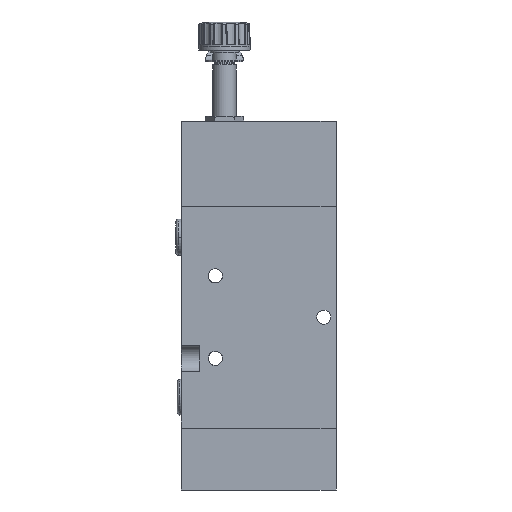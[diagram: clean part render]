
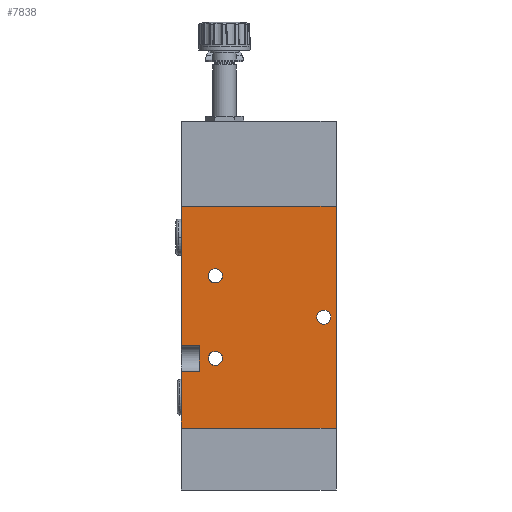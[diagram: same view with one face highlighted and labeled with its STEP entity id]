
A CAD part, left-side view. The second image highlights one B-rep face of the part: STEP entity #7838.
In plain terms, the highlighted planar face has unit normal (-1, 0, 0).
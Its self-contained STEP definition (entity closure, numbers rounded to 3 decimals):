
#4 = DIRECTION ( 'NONE',  ( 0., 1., 0. ) ) ;
#363 = LINE ( 'NONE', #11311, #17234 ) ;
#489 = ORIENTED_EDGE ( 'NONE', *, *, #8836, .T. ) ;
#917 = EDGE_CURVE ( 'NONE', #17758, #27267, #965, .T. ) ;
#965 = LINE ( 'NONE', #15710, #17143 ) ;
#1325 = ORIENTED_EDGE ( 'NONE', *, *, #15478, .T. ) ;
#2276 = PLANE ( 'NONE',  #18146 ) ;
#2593 = EDGE_CURVE ( 'NONE', #4762, #24610, #27692, .T. ) ;
#2852 = VECTOR ( 'NONE', #23641, 1000. ) ;
#2922 = CARTESIAN_POINT ( 'NONE',  ( -20., 30., 86. ) ) ;
#3099 = DIRECTION ( 'NONE',  ( 0., -1., 0. ) ) ;
#3278 = EDGE_CURVE ( 'NONE', #18988, #4374, #8620, .T. ) ;
#3905 = EDGE_LOOP ( 'NONE', ( #25724, #1325 ) ) ;
#3975 = CARTESIAN_POINT ( 'NONE',  ( -20., 30., 32. ) ) ;
#4214 = AXIS2_PLACEMENT_3D ( 'NONE', #9025, #24403, #11238 ) ;
#4286 = LINE ( 'NONE', #26286, #15289 ) ;
#4374 = VERTEX_POINT ( 'NONE', #13625 ) ;
#4413 = CARTESIAN_POINT ( 'NONE',  ( -20., 30., 86. ) ) ;
#4481 = CARTESIAN_POINT ( 'NONE',  ( -20., -30., 86. ) ) ;
#4762 = VERTEX_POINT ( 'NONE', #8699 ) ;
#5264 = FACE_BOUND ( 'NONE', #3905, .T. ) ;
#5694 = CARTESIAN_POINT ( 'NONE',  ( -20., 16.8, 56.25 ) ) ;
#5741 = CARTESIAN_POINT ( 'NONE',  ( -20., -25.2, 43. ) ) ;
#6677 = CARTESIAN_POINT ( 'NONE',  ( -20., -25.2, 45.75 ) ) ;
#6681 = CARTESIAN_POINT ( 'NONE',  ( -20., 16.8, 59. ) ) ;
#6846 = ORIENTED_EDGE ( 'NONE', *, *, #19545, .T. ) ;
#7067 = VERTEX_POINT ( 'NONE', #5694 ) ;
#7309 = VERTEX_POINT ( 'NONE', #24294 ) ;
#7820 = EDGE_CURVE ( 'NONE', #7067, #20881, #27916, .T. ) ;
#7838 = ADVANCED_FACE ( 'NONE', ( #11099, #16982, #5264, #16276 ), #2276, .F. ) ;
#7929 = DIRECTION ( 'NONE',  ( 0., 0., -1. ) ) ;
#8043 = EDGE_LOOP ( 'NONE', ( #27829, #12923, #28417, #6846, #8664, #18683, #27669, #10476 ) ) ;
#8620 = LINE ( 'NONE', #2922, #14499 ) ;
#8656 = EDGE_CURVE ( 'NONE', #9760, #7309, #363, .T. ) ;
#8664 = ORIENTED_EDGE ( 'NONE', *, *, #3278, .T. ) ;
#8699 = CARTESIAN_POINT ( 'NONE',  ( -20., 23., 22. ) ) ;
#8836 = EDGE_CURVE ( 'NONE', #12519, #18263, #16166, .T. ) ;
#8861 = EDGE_CURVE ( 'NONE', #17758, #9760, #21316, .T. ) ;
#8875 = DIRECTION ( 'NONE',  ( 0., 0., -1. ) ) ;
#9025 = CARTESIAN_POINT ( 'NONE',  ( -20., 16.8, 59. ) ) ;
#9582 = VECTOR ( 'NONE', #14300, 1000. ) ;
#9661 = AXIS2_PLACEMENT_3D ( 'NONE', #24372, #11212, #26554 ) ;
#9760 = VERTEX_POINT ( 'NONE', #18017 ) ;
#9802 = CARTESIAN_POINT ( 'NONE',  ( -20., 30., 22. ) ) ;
#9873 = AXIS2_PLACEMENT_3D ( 'NONE', #23148, #9944, #25313 ) ;
#9944 = DIRECTION ( 'NONE',  ( 1., 0., 0. ) ) ;
#10163 = VECTOR ( 'NONE', #13138, 1000. ) ;
#10309 = AXIS2_PLACEMENT_3D ( 'NONE', #24146, #10974, #26328 ) ;
#10476 = ORIENTED_EDGE ( 'NONE', *, *, #8861, .F. ) ;
#10849 = VERTEX_POINT ( 'NONE', #19465 ) ;
#10974 = DIRECTION ( 'NONE',  ( 1., 0., 0. ) ) ;
#11099 = FACE_BOUND ( 'NONE', #25687, .T. ) ;
#11100 = DIRECTION ( 'NONE',  ( 0., 0., -1. ) ) ;
#11212 = DIRECTION ( 'NONE',  ( 1., 0., 0. ) ) ;
#11238 = DIRECTION ( 'NONE',  ( 0., 0., -1. ) ) ;
#11311 = CARTESIAN_POINT ( 'NONE',  ( -20., -30., 86. ) ) ;
#11402 = CARTESIAN_POINT ( 'NONE',  ( -20., 23., 86. ) ) ;
#11857 = CIRCLE ( 'NONE', #9661, 2.75 ) ;
#12519 = VERTEX_POINT ( 'NONE', #6677 ) ;
#12520 = CIRCLE ( 'NONE', #10309, 2.75 ) ;
#12923 = ORIENTED_EDGE ( 'NONE', *, *, #14773, .T. ) ;
#13138 = DIRECTION ( 'NONE',  ( 0., 0., 1. ) ) ;
#13625 = CARTESIAN_POINT ( 'NONE',  ( -20., 30., 0. ) ) ;
#13717 = AXIS2_PLACEMENT_3D ( 'NONE', #6681, #22041, #8875 ) ;
#14300 = DIRECTION ( 'NONE',  ( 0., -1., 0. ) ) ;
#14499 = VECTOR ( 'NONE', #18270, 1000. ) ;
#14562 = LINE ( 'NONE', #21611, #2852 ) ;
#14773 = EDGE_CURVE ( 'NONE', #27267, #24610, #17531, .T. ) ;
#15189 = EDGE_CURVE ( 'NONE', #10849, #24760, #11857, .T. ) ;
#15289 = VECTOR ( 'NONE', #4, 1000. ) ;
#15478 = EDGE_CURVE ( 'NONE', #20881, #7067, #20789, .T. ) ;
#15541 = EDGE_LOOP ( 'NONE', ( #24377, #18667 ) ) ;
#15710 = CARTESIAN_POINT ( 'NONE',  ( -20., 30., 86. ) ) ;
#15741 = CARTESIAN_POINT ( 'NONE',  ( -20., 23., 32. ) ) ;
#15841 = EDGE_CURVE ( 'NONE', #4374, #7309, #14562, .T. ) ;
#16166 = CIRCLE ( 'NONE', #9873, 2.75 ) ;
#16261 = CARTESIAN_POINT ( 'NONE',  ( -20., -30., 32. ) ) ;
#16276 = FACE_BOUND ( 'NONE', #15541, .T. ) ;
#16520 = CARTESIAN_POINT ( 'NONE',  ( -20., -30., 86. ) ) ;
#16982 = FACE_OUTER_BOUND ( 'NONE', #8043, .T. ) ;
#17143 = VECTOR ( 'NONE', #20118, 1000. ) ;
#17188 = CIRCLE ( 'NONE', #18425, 2.75 ) ;
#17234 = VECTOR ( 'NONE', #20170, 1000. ) ;
#17531 = LINE ( 'NONE', #16261, #28456 ) ;
#17758 = VERTEX_POINT ( 'NONE', #4413 ) ;
#17961 = CARTESIAN_POINT ( 'NONE',  ( -20., -25.2, 40.25 ) ) ;
#18017 = CARTESIAN_POINT ( 'NONE',  ( -20., -30., 86. ) ) ;
#18146 = AXIS2_PLACEMENT_3D ( 'NONE', #4481, #24263, #11100 ) ;
#18263 = VERTEX_POINT ( 'NONE', #17961 ) ;
#18270 = DIRECTION ( 'NONE',  ( 0., 0., -1. ) ) ;
#18312 = CARTESIAN_POINT ( 'NONE',  ( -20., 16.8, 61.75 ) ) ;
#18425 = AXIS2_PLACEMENT_3D ( 'NONE', #5741, #21117, #7929 ) ;
#18596 = CARTESIAN_POINT ( 'NONE',  ( -20., 16.8, 24.25 ) ) ;
#18667 = ORIENTED_EDGE ( 'NONE', *, *, #15189, .T. ) ;
#18683 = ORIENTED_EDGE ( 'NONE', *, *, #15841, .T. ) ;
#18988 = VERTEX_POINT ( 'NONE', #9802 ) ;
#19465 = CARTESIAN_POINT ( 'NONE',  ( -20., 16.8, 29.75 ) ) ;
#19545 = EDGE_CURVE ( 'NONE', #4762, #18988, #4286, .T. ) ;
#20118 = DIRECTION ( 'NONE',  ( 0., 0., -1. ) ) ;
#20170 = DIRECTION ( 'NONE',  ( 0., 0., -1. ) ) ;
#20789 = CIRCLE ( 'NONE', #4214, 2.75 ) ;
#20881 = VERTEX_POINT ( 'NONE', #18312 ) ;
#21117 = DIRECTION ( 'NONE',  ( 1., 0., 0. ) ) ;
#21316 = LINE ( 'NONE', #16520, #9582 ) ;
#21611 = CARTESIAN_POINT ( 'NONE',  ( -20., -30., 0. ) ) ;
#22041 = DIRECTION ( 'NONE',  ( 1., 0., 0. ) ) ;
#22803 = ORIENTED_EDGE ( 'NONE', *, *, #23381, .T. ) ;
#23148 = CARTESIAN_POINT ( 'NONE',  ( -20., -25.2, 43. ) ) ;
#23381 = EDGE_CURVE ( 'NONE', #18263, #12519, #17188, .T. ) ;
#23641 = DIRECTION ( 'NONE',  ( 0., -1., 0. ) ) ;
#24146 = CARTESIAN_POINT ( 'NONE',  ( -20., 16.8, 27. ) ) ;
#24263 = DIRECTION ( 'NONE',  ( 1., 0., 0. ) ) ;
#24294 = CARTESIAN_POINT ( 'NONE',  ( -20., -30., 0. ) ) ;
#24372 = CARTESIAN_POINT ( 'NONE',  ( -20., 16.8, 27. ) ) ;
#24377 = ORIENTED_EDGE ( 'NONE', *, *, #25070, .T. ) ;
#24403 = DIRECTION ( 'NONE',  ( 1., 0., 0. ) ) ;
#24610 = VERTEX_POINT ( 'NONE', #15741 ) ;
#24760 = VERTEX_POINT ( 'NONE', #18596 ) ;
#25070 = EDGE_CURVE ( 'NONE', #24760, #10849, #12520, .T. ) ;
#25313 = DIRECTION ( 'NONE',  ( 0., 0., -1. ) ) ;
#25687 = EDGE_LOOP ( 'NONE', ( #22803, #489 ) ) ;
#25724 = ORIENTED_EDGE ( 'NONE', *, *, #7820, .T. ) ;
#26286 = CARTESIAN_POINT ( 'NONE',  ( -20., -30., 22. ) ) ;
#26328 = DIRECTION ( 'NONE',  ( 0., 0., -1. ) ) ;
#26554 = DIRECTION ( 'NONE',  ( 0., 0., -1. ) ) ;
#27267 = VERTEX_POINT ( 'NONE', #3975 ) ;
#27669 = ORIENTED_EDGE ( 'NONE', *, *, #8656, .F. ) ;
#27692 = LINE ( 'NONE', #11402, #10163 ) ;
#27829 = ORIENTED_EDGE ( 'NONE', *, *, #917, .T. ) ;
#27916 = CIRCLE ( 'NONE', #13717, 2.75 ) ;
#28417 = ORIENTED_EDGE ( 'NONE', *, *, #2593, .F. ) ;
#28456 = VECTOR ( 'NONE', #3099, 1000. ) ;
